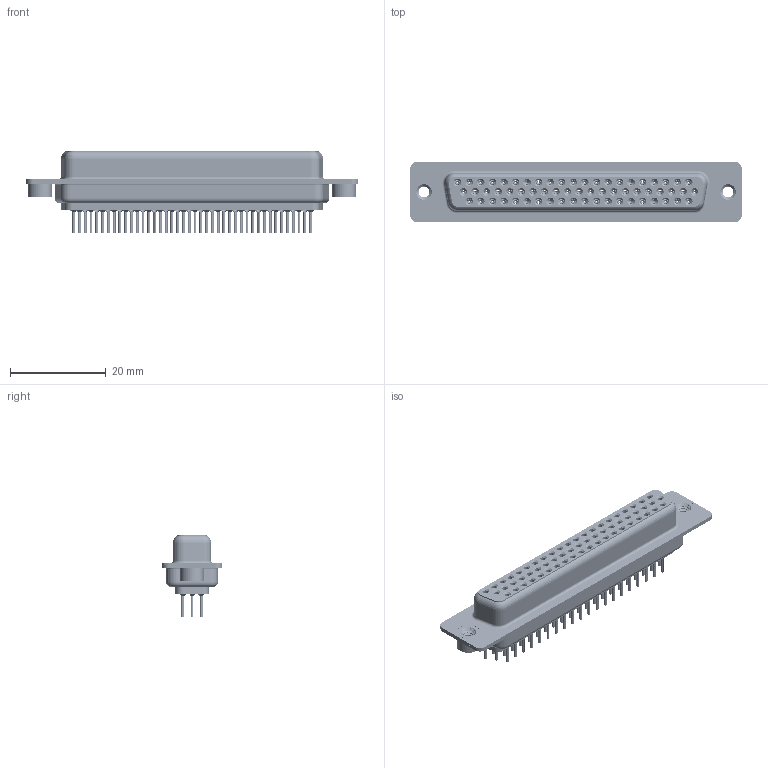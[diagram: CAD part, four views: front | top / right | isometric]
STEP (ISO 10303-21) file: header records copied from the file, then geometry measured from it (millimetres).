
FILE_DESCRIPTION (( 'STEP AP203' ), '1' );
FILE_NAME ('638-062-330-062.STEP', '2020-07-19T01:38:09', ( '' ), ( '' ), 'SwSTEP 2.0', 'SolidWorks 2020', '' );
FILE_SCHEMA (( 'CONFIG_CONTROL_DESIGN' ));
Length unit declared in the file: millimetre
Products named in the file (8): 638 Housing_62 Contacts; 638 Contact Row 1_30; 638 Shell Rear_62 Contacts; 638 Contact Row 3_30; 638-062-330-062; 638 Contact Row 2_30; 638 Shell Front_62 Contacts; 638 4-40 Threaded Rivet
Assembly tree (67 placements, depth 2):
  638-062-330-062
    638 Housing_62 Contacts
    638 Shell Front_62 Contacts
    638 Shell Rear_62 Contacts
    638 Contact Row 1_30  x21
    638 Contact Row 2_30  x21
    638 Contact Row 3_30  x20
    638 4-40 Threaded Rivet  x2
Bounding box: 69.32 x 12.6 x 17.3 mm (x, y, z)
Volume: 4597.4 mm3; surface area: 17462.5 mm2
Topology: 67 solids, 67 shells, 8153 faces, 20773 edges, 12889 vertices
Faces by surface type: cylinder 2183, plane 1989, torus 1669, bspline 1246, cone 1066
Entity records: 47024 total; most frequent: CARTESIAN_POINT 11920, DIRECTION 7342, ORIENTED_EDGE 6426, EDGE_CURVE 3213, AXIS2_PLACEMENT_3D 3108, VERTEX_POINT 2034, EDGE_LOOP 1721, CIRCLE 1713
